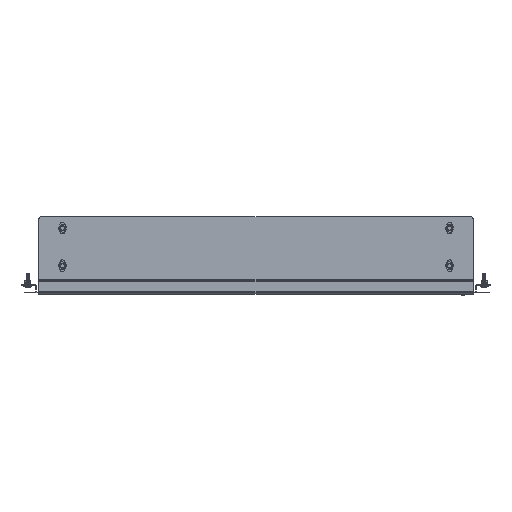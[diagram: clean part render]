
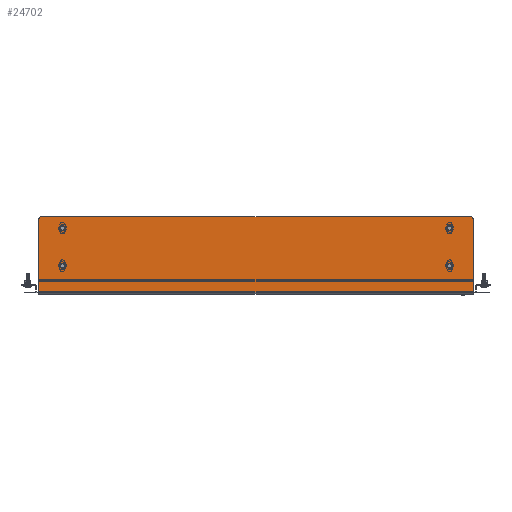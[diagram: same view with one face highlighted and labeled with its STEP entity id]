
A CAD part, front view. The second image highlights one B-rep face of the part: STEP entity #24702.
In plain terms, the highlighted planar face has unit normal (0, -1, 0).
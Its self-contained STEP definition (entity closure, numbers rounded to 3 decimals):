
#504 = CARTESIAN_POINT ( 'NONE',  ( -335., 0., 114. ) ) ;
#535 = AXIS2_PLACEMENT_3D ( 'NONE', #27934, #11756, #21057 ) ;
#669 = VERTEX_POINT ( 'NONE', #8858 ) ;
#733 = CARTESIAN_POINT ( 'NONE',  ( -335., 0., 114. ) ) ;
#924 = ORIENTED_EDGE ( 'NONE', *, *, #1681, .F. ) ;
#1091 = VECTOR ( 'NONE', #11405, 1000. ) ;
#1271 = AXIS2_PLACEMENT_3D ( 'NONE', #3020, #28671, #5013 ) ;
#1494 = CARTESIAN_POINT ( 'NONE',  ( 376., 0., 0. ) ) ;
#1681 = EDGE_CURVE ( 'NONE', #15646, #17291, #20808, .T. ) ;
#1832 = EDGE_CURVE ( 'NONE', #15646, #669, #24423, .T. ) ;
#2077 = LINE ( 'NONE', #11710, #1091 ) ;
#2175 = EDGE_CURVE ( 'NONE', #20083, #9330, #20536, .T. ) ;
#2304 = DIRECTION ( 'NONE',  ( -1., 0., 0. ) ) ;
#2826 = CARTESIAN_POINT ( 'NONE',  ( 335., 0., 44.5 ) ) ;
#2903 = LINE ( 'NONE', #12220, #19260 ) ;
#3020 = CARTESIAN_POINT ( 'NONE',  ( 335., 0., 114. ) ) ;
#3050 = CIRCLE ( 'NONE', #9896, 4.5 ) ;
#3340 = VERTEX_POINT ( 'NONE', #4682 ) ;
#3377 = EDGE_CURVE ( 'NONE', #28499, #23037, #16029, .T. ) ;
#4156 = DIRECTION ( 'NONE',  ( 0., 0., 1. ) ) ;
#4464 = CARTESIAN_POINT ( 'NONE',  ( 376., 0., 134. ) ) ;
#4554 = AXIS2_PLACEMENT_3D ( 'NONE', #1494, #29007, #15093 ) ;
#4682 = CARTESIAN_POINT ( 'NONE',  ( 335., 0., 118.5 ) ) ;
#5004 = EDGE_CURVE ( 'NONE', #669, #28499, #25213, .T. ) ;
#5013 = DIRECTION ( 'NONE',  ( 0., 0., 1. ) ) ;
#5047 = CARTESIAN_POINT ( 'NONE',  ( -335., 0., 118.5 ) ) ;
#5188 = DIRECTION ( 'NONE',  ( 0., 0., 1. ) ) ;
#5272 = CARTESIAN_POINT ( 'NONE',  ( -335., 0., 44.5 ) ) ;
#5313 = DIRECTION ( 'NONE',  ( 0., 0., 1. ) ) ;
#5383 = DIRECTION ( 'NONE',  ( 0., 1., 0. ) ) ;
#5940 = FACE_BOUND ( 'NONE', #29035, .T. ) ;
#6634 = EDGE_LOOP ( 'NONE', ( #7421, #10304, #29033, #29991, #924, #11416 ) ) ;
#6670 = EDGE_LOOP ( 'NONE', ( #27163, #11112 ) ) ;
#6774 = AXIS2_PLACEMENT_3D ( 'NONE', #20672, #20361, #11231 ) ;
#7421 = ORIENTED_EDGE ( 'NONE', *, *, #5004, .T. ) ;
#7812 = DIRECTION ( 'NONE',  ( 0., 0., 1. ) ) ;
#8097 = CIRCLE ( 'NONE', #1271, 4.5 ) ;
#8357 = AXIS2_PLACEMENT_3D ( 'NONE', #9351, #13893, #4156 ) ;
#8858 = CARTESIAN_POINT ( 'NONE',  ( 371., 0., 134. ) ) ;
#9330 = VERTEX_POINT ( 'NONE', #27647 ) ;
#9351 = CARTESIAN_POINT ( 'NONE',  ( -335., 0., 49. ) ) ;
#9633 = EDGE_CURVE ( 'NONE', #13869, #12204, #12235, .T. ) ;
#9758 = EDGE_CURVE ( 'NONE', #20901, #29884, #23422, .T. ) ;
#9896 = AXIS2_PLACEMENT_3D ( 'NONE', #21637, #22094, #26063 ) ;
#10035 = ORIENTED_EDGE ( 'NONE', *, *, #11884, .T. ) ;
#10304 = ORIENTED_EDGE ( 'NONE', *, *, #3377, .T. ) ;
#11112 = ORIENTED_EDGE ( 'NONE', *, *, #12613, .T. ) ;
#11231 = DIRECTION ( 'NONE',  ( 0., 0., 1. ) ) ;
#11261 = AXIS2_PLACEMENT_3D ( 'NONE', #733, #28226, #5313 ) ;
#11405 = DIRECTION ( 'NONE',  ( 0., 0., -1. ) ) ;
#11416 = ORIENTED_EDGE ( 'NONE', *, *, #1832, .T. ) ;
#11710 = CARTESIAN_POINT ( 'NONE',  ( -376., 0., 0. ) ) ;
#11756 = DIRECTION ( 'NONE',  ( 0., 1., 0. ) ) ;
#11884 = EDGE_CURVE ( 'NONE', #9330, #20083, #3050, .T. ) ;
#12103 = EDGE_CURVE ( 'NONE', #23037, #24665, #2077, .T. ) ;
#12204 = VERTEX_POINT ( 'NONE', #2826 ) ;
#12220 = CARTESIAN_POINT ( 'NONE',  ( 376., 0., 4. ) ) ;
#12235 = CIRCLE ( 'NONE', #535, 4.5 ) ;
#12613 = EDGE_CURVE ( 'NONE', #29884, #20901, #21854, .T. ) ;
#12656 = CARTESIAN_POINT ( 'NONE',  ( -376., 0., 4. ) ) ;
#13099 = FACE_BOUND ( 'NONE', #6670, .T. ) ;
#13554 = CIRCLE ( 'NONE', #17465, 4.5 ) ;
#13869 = VERTEX_POINT ( 'NONE', #29496 ) ;
#13893 = DIRECTION ( 'NONE',  ( 0., 1., 0. ) ) ;
#14258 = CARTESIAN_POINT ( 'NONE',  ( -376., 0., 129. ) ) ;
#14933 = FACE_BOUND ( 'NONE', #26117, .T. ) ;
#15093 = DIRECTION ( 'NONE',  ( 0., 0., 1. ) ) ;
#15646 = VERTEX_POINT ( 'NONE', #17285 ) ;
#16029 = CIRCLE ( 'NONE', #6774, 5. ) ;
#16288 = ORIENTED_EDGE ( 'NONE', *, *, #26330, .T. ) ;
#16376 = CARTESIAN_POINT ( 'NONE',  ( 335., 0., 49. ) ) ;
#16528 = DIRECTION ( 'NONE',  ( 0., -1., 0. ) ) ;
#16793 = CARTESIAN_POINT ( 'NONE',  ( 335., 0., 114. ) ) ;
#17285 = CARTESIAN_POINT ( 'NONE',  ( 376., 0., 129. ) ) ;
#17291 = VERTEX_POINT ( 'NONE', #18882 ) ;
#17465 = AXIS2_PLACEMENT_3D ( 'NONE', #16793, #26101, #5188 ) ;
#17493 = AXIS2_PLACEMENT_3D ( 'NONE', #504, #5383, #7812 ) ;
#17550 = ORIENTED_EDGE ( 'NONE', *, *, #21392, .T. ) ;
#17805 = FACE_OUTER_BOUND ( 'NONE', #6634, .T. ) ;
#18022 = VECTOR ( 'NONE', #2304, 1000. ) ;
#18882 = CARTESIAN_POINT ( 'NONE',  ( 376., 0., 4. ) ) ;
#19045 = AXIS2_PLACEMENT_3D ( 'NONE', #26137, #16528, #24013 ) ;
#19146 = EDGE_CURVE ( 'NONE', #19243, #3340, #13554, .T. ) ;
#19243 = VERTEX_POINT ( 'NONE', #19811 ) ;
#19260 = VECTOR ( 'NONE', #19519, 1000. ) ;
#19519 = DIRECTION ( 'NONE',  ( -1., 0., 0. ) ) ;
#19735 = CARTESIAN_POINT ( 'NONE',  ( -335., 0., 109.5 ) ) ;
#19811 = CARTESIAN_POINT ( 'NONE',  ( 335., 0., 109.5 ) ) ;
#20083 = VERTEX_POINT ( 'NONE', #5272 ) ;
#20175 = ORIENTED_EDGE ( 'NONE', *, *, #9633, .T. ) ;
#20361 = DIRECTION ( 'NONE',  ( 0., -1., 0. ) ) ;
#20536 = CIRCLE ( 'NONE', #8357, 4.5 ) ;
#20672 = CARTESIAN_POINT ( 'NONE',  ( -371., 0., 129. ) ) ;
#20800 = DIRECTION ( 'NONE',  ( 0., 0., 1. ) ) ;
#20808 = LINE ( 'NONE', #27852, #28824 ) ;
#20901 = VERTEX_POINT ( 'NONE', #5047 ) ;
#21057 = DIRECTION ( 'NONE',  ( 0., 0., 1. ) ) ;
#21392 = EDGE_CURVE ( 'NONE', #12204, #13869, #21970, .T. ) ;
#21637 = CARTESIAN_POINT ( 'NONE',  ( -335., 0., 49. ) ) ;
#21854 = CIRCLE ( 'NONE', #17493, 4.5 ) ;
#21970 = CIRCLE ( 'NONE', #29320, 4.5 ) ;
#22094 = DIRECTION ( 'NONE',  ( 0., 1., 0. ) ) ;
#22610 = CARTESIAN_POINT ( 'NONE',  ( -371., 0., 134. ) ) ;
#23037 = VERTEX_POINT ( 'NONE', #14258 ) ;
#23422 = CIRCLE ( 'NONE', #11261, 4.5 ) ;
#23851 = EDGE_LOOP ( 'NONE', ( #10035, #27139 ) ) ;
#24013 = DIRECTION ( 'NONE',  ( 0., 0., 1. ) ) ;
#24353 = ORIENTED_EDGE ( 'NONE', *, *, #19146, .T. ) ;
#24423 = CIRCLE ( 'NONE', #19045, 5. ) ;
#24563 = FACE_BOUND ( 'NONE', #23851, .T. ) ;
#24665 = VERTEX_POINT ( 'NONE', #12656 ) ;
#24702 = ADVANCED_FACE ( 'NONE', ( #14933, #5940, #13099, #24563, #17805 ), #24868, .F. ) ;
#24868 = PLANE ( 'NONE',  #4554 ) ;
#25213 = LINE ( 'NONE', #4464, #18022 ) ;
#25553 = DIRECTION ( 'NONE',  ( 0., 1., 0. ) ) ;
#25927 = EDGE_CURVE ( 'NONE', #17291, #24665, #2903, .T. ) ;
#26063 = DIRECTION ( 'NONE',  ( 0., 0., 1. ) ) ;
#26101 = DIRECTION ( 'NONE',  ( 0., 1., 0. ) ) ;
#26117 = EDGE_LOOP ( 'NONE', ( #20175, #17550 ) ) ;
#26137 = CARTESIAN_POINT ( 'NONE',  ( 371., 0., 129. ) ) ;
#26330 = EDGE_CURVE ( 'NONE', #3340, #19243, #8097, .T. ) ;
#27139 = ORIENTED_EDGE ( 'NONE', *, *, #2175, .T. ) ;
#27163 = ORIENTED_EDGE ( 'NONE', *, *, #9758, .T. ) ;
#27647 = CARTESIAN_POINT ( 'NONE',  ( -335., 0., 53.5 ) ) ;
#27852 = CARTESIAN_POINT ( 'NONE',  ( 376., 0., 0. ) ) ;
#27934 = CARTESIAN_POINT ( 'NONE',  ( 335., 0., 49. ) ) ;
#28226 = DIRECTION ( 'NONE',  ( 0., 1., 0. ) ) ;
#28499 = VERTEX_POINT ( 'NONE', #22610 ) ;
#28671 = DIRECTION ( 'NONE',  ( 0., 1., 0. ) ) ;
#28824 = VECTOR ( 'NONE', #29704, 1000. ) ;
#29007 = DIRECTION ( 'NONE',  ( 0., 1., 0. ) ) ;
#29033 = ORIENTED_EDGE ( 'NONE', *, *, #12103, .T. ) ;
#29035 = EDGE_LOOP ( 'NONE', ( #16288, #24353 ) ) ;
#29320 = AXIS2_PLACEMENT_3D ( 'NONE', #16376, #25553, #20800 ) ;
#29496 = CARTESIAN_POINT ( 'NONE',  ( 335., 0., 53.5 ) ) ;
#29704 = DIRECTION ( 'NONE',  ( 0., 0., -1. ) ) ;
#29884 = VERTEX_POINT ( 'NONE', #19735 ) ;
#29991 = ORIENTED_EDGE ( 'NONE', *, *, #25927, .F. ) ;
